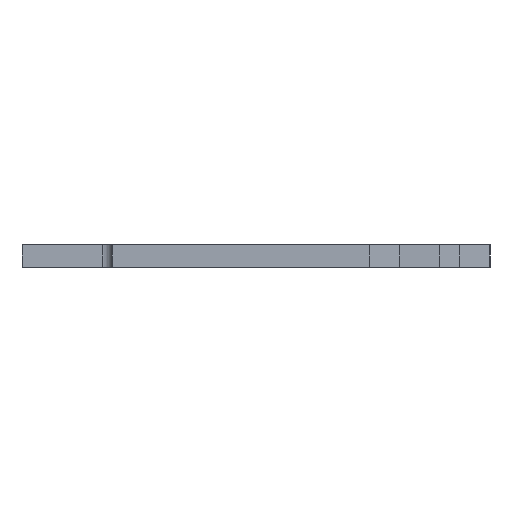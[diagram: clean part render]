
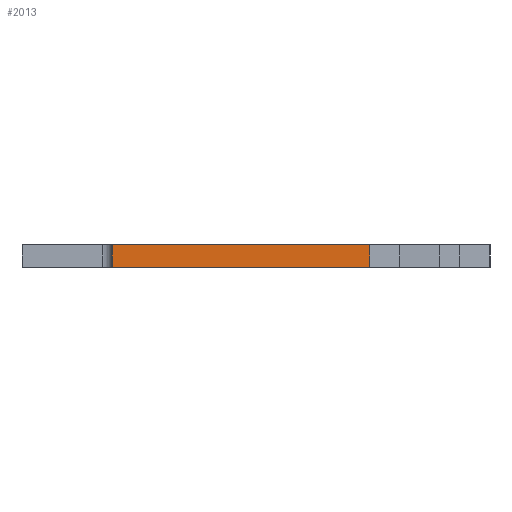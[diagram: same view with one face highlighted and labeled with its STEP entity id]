
A CAD part, left-side view. The second image highlights one B-rep face of the part: STEP entity #2013.
In plain terms, the highlighted planar face has unit normal (-1, 0, 0).
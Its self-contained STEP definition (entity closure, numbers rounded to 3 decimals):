
#163 = VERTEX_POINT('',#164);
#164 = CARTESIAN_POINT('',(-50.,-31.17,0.));
#170 = EDGE_CURVE('',#171,#163,#173,.T.);
#171 = VERTEX_POINT('',#172);
#172 = CARTESIAN_POINT('',(-50.,-44.,0.));
#173 = LINE('',#174,#175);
#174 = CARTESIAN_POINT('',(-50.,-44.,0.));
#175 = VECTOR('',#176,1.);
#176 = DIRECTION('',(0.,1.,0.));
#1049 = VERTEX_POINT('',#1050);
#1050 = CARTESIAN_POINT('',(-50.,-31.17,1.11));
#1056 = EDGE_CURVE('',#1057,#1049,#1059,.T.);
#1057 = VERTEX_POINT('',#1058);
#1058 = CARTESIAN_POINT('',(-50.,-44.,1.11));
#1059 = LINE('',#1060,#1061);
#1060 = CARTESIAN_POINT('',(-50.,-44.,1.11));
#1061 = VECTOR('',#1062,1.);
#1062 = DIRECTION('',(0.,1.,0.));
#1983 = EDGE_CURVE('',#163,#1049,#1984,.T.);
#1984 = LINE('',#1985,#1986);
#1985 = CARTESIAN_POINT('',(-50.,-31.17,0.));
#1986 = VECTOR('',#1987,1.);
#1987 = DIRECTION('',(0.,0.,1.));
#2013 = ADVANCED_FACE('',(#2014),#2025,.T.);
#2014 = FACE_BOUND('',#2015,.T.);
#2015 = EDGE_LOOP('',(#2016,#2022,#2023,#2024));
#2016 = ORIENTED_EDGE('',*,*,#2017,.T.);
#2017 = EDGE_CURVE('',#171,#1057,#2018,.T.);
#2018 = LINE('',#2019,#2020);
#2019 = CARTESIAN_POINT('',(-50.,-44.,0.));
#2020 = VECTOR('',#2021,1.);
#2021 = DIRECTION('',(0.,0.,1.));
#2022 = ORIENTED_EDGE('',*,*,#1056,.T.);
#2023 = ORIENTED_EDGE('',*,*,#1983,.F.);
#2024 = ORIENTED_EDGE('',*,*,#170,.F.);
#2025 = PLANE('',#2026);
#2026 = AXIS2_PLACEMENT_3D('',#2027,#2028,#2029);
#2027 = CARTESIAN_POINT('',(-50.,-44.,0.));
#2028 = DIRECTION('',(-1.,0.,0.));
#2029 = DIRECTION('',(0.,1.,0.));
